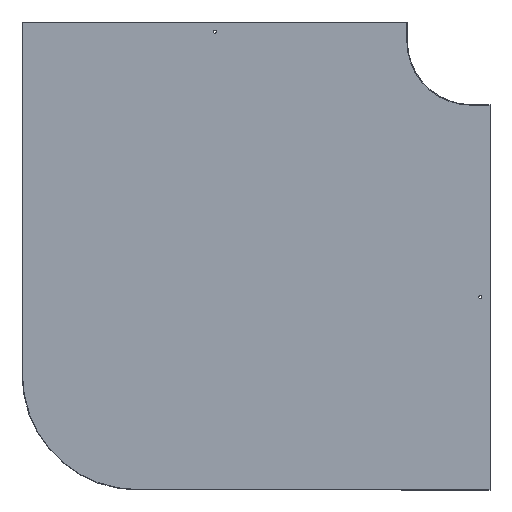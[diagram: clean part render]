
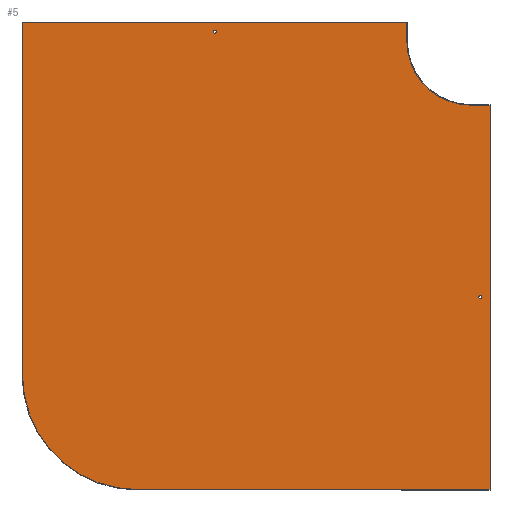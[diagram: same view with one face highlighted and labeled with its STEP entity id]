
A CAD part, front view. The second image highlights one B-rep face of the part: STEP entity #5.
In plain terms, the highlighted planar face has unit normal (0, -1, 0).
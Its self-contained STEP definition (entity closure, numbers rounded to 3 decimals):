
#5 = ADVANCED_FACE ( 'NONE', ( #153, #158, #151 ), #415, .F. ) ;
#23 = CARTESIAN_POINT ( 'NONE',  ( 400., 0., -30. ) ) ;
#27 = DIRECTION ( 'NONE',  ( 0., -1., 0. ) ) ;
#28 = DIRECTION ( 'NONE',  ( 0., 0., 1. ) ) ;
#29 = CARTESIAN_POINT ( 'NONE',  ( -300.2, 0., -551. ) ) ;
#31 = DIRECTION ( 'NONE',  ( 0., 0., 1. ) ) ;
#33 = DIRECTION ( 'NONE',  ( 1., 0., 0. ) ) ;
#35 = CARTESIAN_POINT ( 'NONE',  ( -121., 0., -730.2 ) ) ;
#39 = CARTESIAN_POINT ( 'NONE',  ( -300.2, 0., -551. ) ) ;
#41 = DIRECTION ( 'NONE',  ( 0., 0., -1. ) ) ;
#42 = CARTESIAN_POINT ( 'NONE',  ( 300.2, 0., -551. ) ) ;
#43 = CARTESIAN_POINT ( 'NONE',  ( 300.2, 0., 0. ) ) ;
#48 = CARTESIAN_POINT ( 'NONE',  ( 430., 0., -730.2 ) ) ;
#51 = CARTESIAN_POINT ( 'NONE',  ( 400., 0., -129.8 ) ) ;
#53 = CARTESIAN_POINT ( 'NONE',  ( -301., 0., 0. ) ) ;
#64 = CARTESIAN_POINT ( 'NONE',  ( -300.2, 0., 0. ) ) ;
#95 = ORIENTED_EDGE ( 'NONE', *, *, #369, .F. ) ;
#100 = ORIENTED_EDGE ( 'NONE', *, *, #286, .F. ) ;
#110 = VERTEX_POINT ( 'NONE', #64 ) ;
#116 = VERTEX_POINT ( 'NONE', #35 ) ;
#119 = VERTEX_POINT ( 'NONE', #51 ) ;
#120 = VERTEX_POINT ( 'NONE', #39 ) ;
#121 = VERTEX_POINT ( 'NONE', #43 ) ;
#124 = VERTEX_POINT ( 'NONE', #48 ) ;
#126 = EDGE_LOOP ( 'NONE', ( #100, #682, #684, #669, #672, #671, #692, #676 ) ) ;
#147 = EDGE_LOOP ( 'NONE', ( #95 ) ) ;
#151 = FACE_OUTER_BOUND ( 'NONE', #126, .T. ) ;
#153 = FACE_BOUND ( 'NONE', #147, .T. ) ;
#158 = FACE_BOUND ( 'NONE', #612, .T. ) ;
#181 = LINE ( 'NONE', #29, #190 ) ;
#183 = VECTOR ( 'NONE', #33, 1000. ) ;
#186 = CIRCLE ( 'NONE', #462, 99.8 ) ;
#187 = VECTOR ( 'NONE', #41, 1000. ) ;
#188 = LINE ( 'NONE', #53, #183 ) ;
#189 = LINE ( 'NONE', #42, #187 ) ;
#190 = VECTOR ( 'NONE', #31, 1000. ) ;
#204 = LINE ( 'NONE', #550, #208 ) ;
#206 = LINE ( 'NONE', #549, #210 ) ;
#208 = VECTOR ( 'NONE', #570, 1000. ) ;
#209 = CIRCLE ( 'NONE', #456, 179.2 ) ;
#210 = VECTOR ( 'NONE', #573, 1000. ) ;
#220 = CIRCLE ( 'NONE', #455, 2.5 ) ;
#231 = LINE ( 'NONE', #597, #234 ) ;
#234 = VECTOR ( 'NONE', #591, 1000. ) ;
#248 = AXIS2_PLACEMENT_3D ( 'NONE', #420, #440, #437 ) ;
#275 = CIRCLE ( 'NONE', #448, 2.5 ) ;
#283 = VERTEX_POINT ( 'NONE', #497 ) ;
#285 = VERTEX_POINT ( 'NONE', #498 ) ;
#286 = EDGE_CURVE ( 'NONE', #121, #701, #189, .T. ) ;
#297 = EDGE_CURVE ( 'NONE', #110, #121, #188, .T. ) ;
#301 = EDGE_CURVE ( 'NONE', #701, #119, #186, .T. ) ;
#307 = EDGE_CURVE ( 'NONE', #120, #110, #181, .T. ) ;
#335 = EDGE_CURVE ( 'NONE', #119, #700, #204, .T. ) ;
#336 = EDGE_CURVE ( 'NONE', #700, #124, #206, .T. ) ;
#337 = EDGE_CURVE ( 'NONE', #116, #120, #209, .T. ) ;
#343 = EDGE_CURVE ( 'NONE', #285, #285, #220, .T. ) ;
#349 = EDGE_CURVE ( 'NONE', #124, #116, #231, .T. ) ;
#369 = EDGE_CURVE ( 'NONE', #283, #283, #275, .T. ) ;
#415 = PLANE ( 'NONE',  #248 ) ;
#420 = CARTESIAN_POINT ( 'NONE',  ( -121., 0., -551. ) ) ;
#437 = DIRECTION ( 'NONE',  ( 0., 0., 1. ) ) ;
#440 = DIRECTION ( 'NONE',  ( 0., 1., 0. ) ) ;
#448 = AXIS2_PLACEMENT_3D ( 'NONE', #517, #518, #521 ) ;
#455 = AXIS2_PLACEMENT_3D ( 'NONE', #537, #536, #535 ) ;
#456 = AXIS2_PLACEMENT_3D ( 'NONE', #565, #564, #562 ) ;
#462 = AXIS2_PLACEMENT_3D ( 'NONE', #23, #27, #28 ) ;
#497 = CARTESIAN_POINT ( 'NONE',  ( 415., 0., -432.5 ) ) ;
#498 = CARTESIAN_POINT ( 'NONE',  ( 0., 0., -17.5 ) ) ;
#504 = CARTESIAN_POINT ( 'NONE',  ( 300.2, 0., -30. ) ) ;
#507 = CARTESIAN_POINT ( 'NONE',  ( 430., 0., -129.8 ) ) ;
#517 = CARTESIAN_POINT ( 'NONE',  ( 415., 0., -430. ) ) ;
#518 = DIRECTION ( 'NONE',  ( 0., -1., 0. ) ) ;
#521 = DIRECTION ( 'NONE',  ( 0., 0., -1. ) ) ;
#535 = DIRECTION ( 'NONE',  ( 0., 0., -1. ) ) ;
#536 = DIRECTION ( 'NONE',  ( 0., -1., 0. ) ) ;
#537 = CARTESIAN_POINT ( 'NONE',  ( 0., 0., -15. ) ) ;
#549 = CARTESIAN_POINT ( 'NONE',  ( 430., 0., -731. ) ) ;
#550 = CARTESIAN_POINT ( 'NONE',  ( -121., 0., -129.8 ) ) ;
#562 = DIRECTION ( 'NONE',  ( 0., 0., 1. ) ) ;
#564 = DIRECTION ( 'NONE',  ( 0., 1., 0. ) ) ;
#565 = CARTESIAN_POINT ( 'NONE',  ( -121., 0., -551. ) ) ;
#570 = DIRECTION ( 'NONE',  ( 1., 0., 0. ) ) ;
#573 = DIRECTION ( 'NONE',  ( 0., 0., -1. ) ) ;
#591 = DIRECTION ( 'NONE',  ( -1., 0., 0. ) ) ;
#597 = CARTESIAN_POINT ( 'NONE',  ( -121., 0., -730.2 ) ) ;
#612 = EDGE_LOOP ( 'NONE', ( #696 ) ) ;
#669 = ORIENTED_EDGE ( 'NONE', *, *, #337, .F. ) ;
#671 = ORIENTED_EDGE ( 'NONE', *, *, #336, .F. ) ;
#672 = ORIENTED_EDGE ( 'NONE', *, *, #349, .F. ) ;
#676 = ORIENTED_EDGE ( 'NONE', *, *, #301, .F. ) ;
#682 = ORIENTED_EDGE ( 'NONE', *, *, #297, .F. ) ;
#684 = ORIENTED_EDGE ( 'NONE', *, *, #307, .F. ) ;
#692 = ORIENTED_EDGE ( 'NONE', *, *, #335, .F. ) ;
#696 = ORIENTED_EDGE ( 'NONE', *, *, #343, .F. ) ;
#700 = VERTEX_POINT ( 'NONE', #507 ) ;
#701 = VERTEX_POINT ( 'NONE', #504 ) ;
